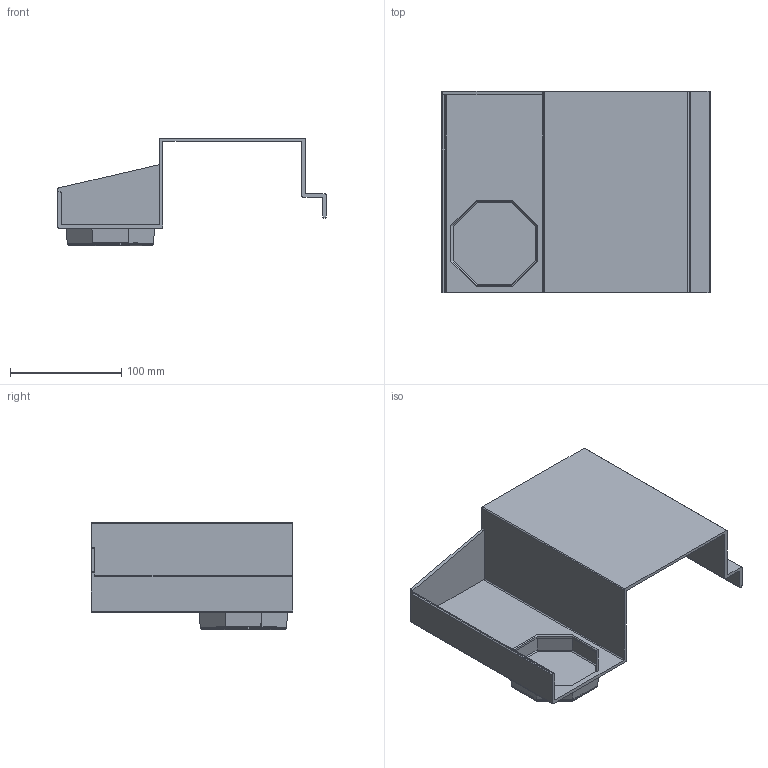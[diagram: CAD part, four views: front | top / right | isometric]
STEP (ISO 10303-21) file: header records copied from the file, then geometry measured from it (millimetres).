
FILE_DESCRIPTION(('FreeCAD Model'),'2;1');
FILE_NAME('Open CASCADE Shape Model','2024-11-04T22:58:39',(''),(''), 'Open CASCADE STEP processor 7.7','FreeCAD','Unknown');
FILE_SCHEMA(('AUTOMOTIVE_DESIGN { 1 0 10303 214 1 1 1 1 }'));
Length unit declared in the file: millimetre
Products named in the file (1): Body
Bounding box: 241.5 x 181 x 97 mm (x, y, z)
Volume: 238597.7 mm3; surface area: 169113.3 mm2
Topology: 1 solids, 1 shells, 96 faces, 238 edges, 146 vertices
Faces by surface type: plane 75, cylinder 18, bspline 3
Entity records: 2782 total; most frequent: CARTESIAN_POINT 506, ORIENTED_EDGE 476, DIRECTION 446, EDGE_CURVE 238, LINE 186, VECTOR 186, VERTEX_POINT 146, AXIS2_PLACEMENT_3D 130
